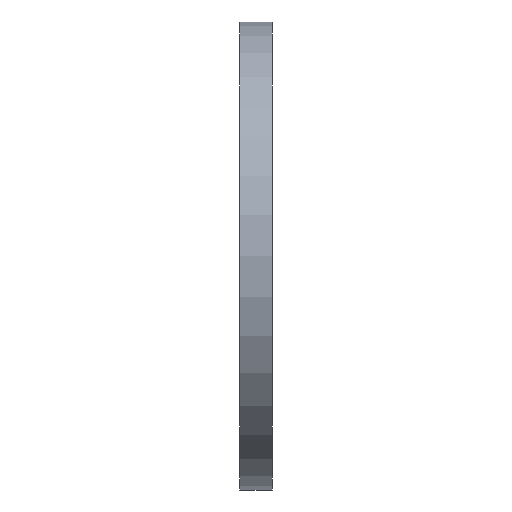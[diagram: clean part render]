
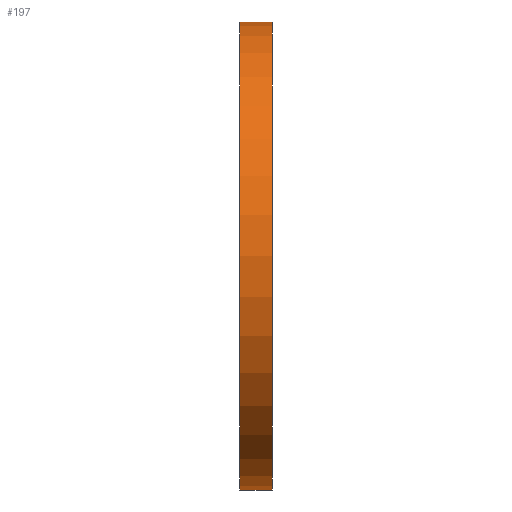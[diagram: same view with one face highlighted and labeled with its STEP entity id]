
A CAD part, left-side view. The second image highlights one B-rep face of the part: STEP entity #197.
In plain terms, the highlighted cylindrical face has radius 160 mm (diameter 320 mm), a partial arc.
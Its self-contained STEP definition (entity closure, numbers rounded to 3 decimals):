
#11 = CARTESIAN_POINT ( 'NONE',  ( 0., 22., 160. ) ) ;
#16 = FACE_OUTER_BOUND ( 'NONE', #120, .T. ) ;
#45 = CARTESIAN_POINT ( 'NONE',  ( 0., 0., -160. ) ) ;
#57 = DIRECTION ( 'NONE',  ( 0., 1., 0. ) ) ;
#96 = DIRECTION ( 'NONE',  ( 0., 0., 1. ) ) ;
#120 = EDGE_LOOP ( 'NONE', ( #579, #387, #808, #334 ) ) ;
#147 = EDGE_CURVE ( 'NONE', #676, #766, #566, .T. ) ;
#197 = ADVANCED_FACE ( 'NONE', ( #16 ), #300, .T. ) ;
#222 = CARTESIAN_POINT ( 'NONE',  ( 0., 34.695, 160. ) ) ;
#231 = DIRECTION ( 'NONE',  ( 0., 1., 0. ) ) ;
#234 = DIRECTION ( 'NONE',  ( 0., 0., 1. ) ) ;
#271 = EDGE_CURVE ( 'NONE', #626, #494, #528, .T. ) ;
#276 = DIRECTION ( 'NONE',  ( 0., 0., 1. ) ) ;
#300 = CYLINDRICAL_SURFACE ( 'NONE', #606, 160. ) ;
#301 = CARTESIAN_POINT ( 'NONE',  ( 0., 0., 160. ) ) ;
#334 = ORIENTED_EDGE ( 'NONE', *, *, #758, .F. ) ;
#358 = DIRECTION ( 'NONE',  ( 0., 1., 0. ) ) ;
#387 = ORIENTED_EDGE ( 'NONE', *, *, #479, .T. ) ;
#424 = CARTESIAN_POINT ( 'NONE',  ( 0., 22., -160. ) ) ;
#450 = AXIS2_PLACEMENT_3D ( 'NONE', #721, #231, #96 ) ;
#479 = EDGE_CURVE ( 'NONE', #626, #676, #533, .T. ) ;
#486 = CIRCLE ( 'NONE', #531, 160. ) ;
#494 = VERTEX_POINT ( 'NONE', #424 ) ;
#528 = LINE ( 'NONE', #540, #667 ) ;
#531 = AXIS2_PLACEMENT_3D ( 'NONE', #624, #851, #276 ) ;
#533 = CIRCLE ( 'NONE', #450, 160. ) ;
#540 = CARTESIAN_POINT ( 'NONE',  ( 0., 34.695, -160. ) ) ;
#566 = LINE ( 'NONE', #222, #639 ) ;
#579 = ORIENTED_EDGE ( 'NONE', *, *, #271, .F. ) ;
#606 = AXIS2_PLACEMENT_3D ( 'NONE', #690, #852, #234 ) ;
#624 = CARTESIAN_POINT ( 'NONE',  ( 0., 22., 0. ) ) ;
#626 = VERTEX_POINT ( 'NONE', #45 ) ;
#639 = VECTOR ( 'NONE', #358, 1000. ) ;
#667 = VECTOR ( 'NONE', #57, 1000. ) ;
#676 = VERTEX_POINT ( 'NONE', #301 ) ;
#690 = CARTESIAN_POINT ( 'NONE',  ( 0., 34.695, 0. ) ) ;
#721 = CARTESIAN_POINT ( 'NONE',  ( 0., 0., 0. ) ) ;
#758 = EDGE_CURVE ( 'NONE', #494, #766, #486, .T. ) ;
#766 = VERTEX_POINT ( 'NONE', #11 ) ;
#808 = ORIENTED_EDGE ( 'NONE', *, *, #147, .T. ) ;
#851 = DIRECTION ( 'NONE',  ( 0., 1., 0. ) ) ;
#852 = DIRECTION ( 'NONE',  ( 0., 1., 0. ) ) ;
